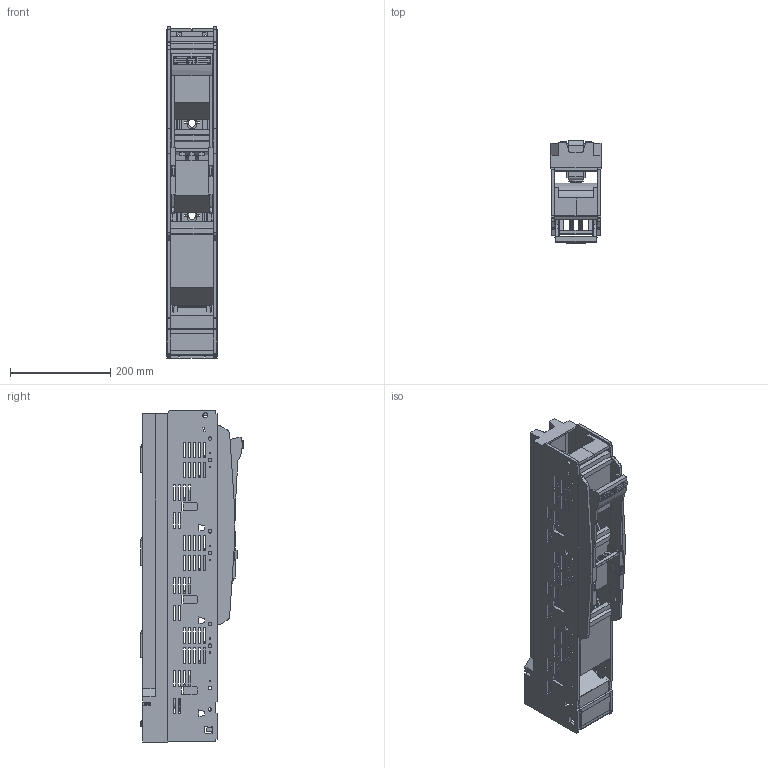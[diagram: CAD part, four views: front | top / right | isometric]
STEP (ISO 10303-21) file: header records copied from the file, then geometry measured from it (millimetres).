
FILE_DESCRIPTION((''),'2;1');
FILE_NAME('SL3_3X3_3A_ASM','2021-04-15T',('marketing.praksa'),('Audax d.o.o.'),'CREO PARAMETRIC BY PTC INC, 2017480','CREO PARAMETRIC BY PTC INC, 2017480','');
FILE_SCHEMA(('AUTOMOTIVE_DESIGN { 1 0 10303 214 1 1 1 1 }'));
Products named in the file (16): 802874_L03_LEISTENDECKEL_D-S_11; 802874_L03_LEISTENDECKEL_D-6_11; 802874_L03_LEISTENDECKEL_-12_11; BREP_WITH_VOIDS_1_1_2_3_4; 804192_L_NH-LEISTENUNTERT-49579; 804192_L_NH-LEISTENUNTERT-55107; 804192_L_NH-LEISTENUNTERT-55776; 804192_L_NH-LEISTENUNTERT-56445; 804192_L_NH-LEISTENUNTERT-57043; 804192_L_NH-LEISTENUNTERT-57272; 804192_L_NH-LEISTENUNTERT-62202; BREP_WITH_VOIDS_1_1_2_3_1; PRT0132; 804192_L_NH-LEISTENUNTERT-62431; CUT-LOGO; SL3_3X3_3A_ASM
Assembly tree (15 placements, depth 2):
  SL3_3X3_3A_ASM
    802874_L03_LEISTENDECKEL_D-S_11
    802874_L03_LEISTENDECKEL_D-6_11
    802874_L03_LEISTENDECKEL_-12_11
    BREP_WITH_VOIDS_1_1_2_3_4
    804192_L_NH-LEISTENUNTERT-49579
    804192_L_NH-LEISTENUNTERT-55107
    804192_L_NH-LEISTENUNTERT-55776
    804192_L_NH-LEISTENUNTERT-56445
    804192_L_NH-LEISTENUNTERT-57043
    804192_L_NH-LEISTENUNTERT-57272
    804192_L_NH-LEISTENUNTERT-62202
    BREP_WITH_VOIDS_1_1_2_3_1
    PRT0132
    804192_L_NH-LEISTENUNTERT-62431
    CUT-LOGO
Bounding box: 100 x 204.84 x 662 mm (x, y, z)
Volume: 3184549.5 mm3; surface area: 1089025.8 mm2
Topology: 21 solids, 21 shells, 2690 faces, 7170 edges, 4533 vertices
Faces by surface type: plane 2298, cylinder 350, cone 42
Entity records: 124636 total; most frequent: CARTESIAN_POINT 15551, ORIENTED_EDGE 14340, DIRECTION 13158, PRESENTATION_STYLE_ASSIGNMENT 9881, STYLED_ITEM 9881, CURVE_STYLE 7170, EDGE_CURVE 7170, VECTOR 6210
